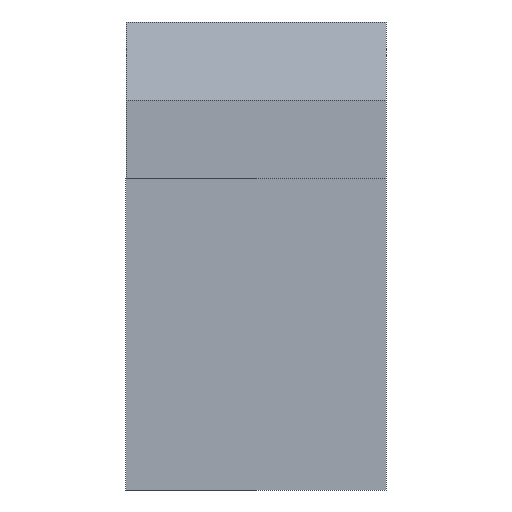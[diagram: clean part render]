
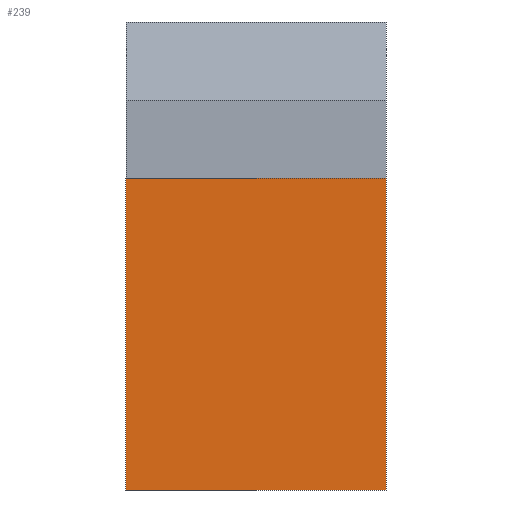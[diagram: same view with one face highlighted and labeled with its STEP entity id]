
A CAD part, left-side view. The second image highlights one B-rep face of the part: STEP entity #239.
In plain terms, the highlighted planar face has unit normal (-1, 0, 0).
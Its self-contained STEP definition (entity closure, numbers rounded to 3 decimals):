
#75=CARTESIAN_POINT('POINT11',(-2.972,2.286,-4.115));
#76=VERTEX_POINT('VERTEX11',#75);
#83=CARTESIAN_POINT('POINT12',(-2.972,2.286,-1.372));
#84=VERTEX_POINT('VERTEX12',#83);
#85=CARTESIAN_POINT('POS11',(-2.972,2.286,-1.372));
#86=DIRECTION('DIR11',(0.,0.,-1.));
#87=VECTOR('VEC11',#86,0.229);
#88=LINE('STRAIGHT11',#85,#87);
#89=EDGE_CURVE('EDGE11',#84,#76,#88,.T.);
#192=CARTESIAN_POINT('POINT20',(-2.972,0.,-4.115));
#193=VERTEX_POINT('VERTEX20',#192);
#194=CARTESIAN_POINT('POS25',(-2.972,0.,-4.115));
#195=DIRECTION('DIR28',(0.,1.,0.));
#196=VECTOR('VEC22',#195,0.229);
#197=LINE('STRAIGHT22',#194,#196);
#198=EDGE_CURVE('EDGE22',#193,#76,#197,.T.);
#216=CARTESIAN_POINT('POINT21',(-2.972,0.,-1.372));
#217=VERTEX_POINT('VERTEX21',#216);
#218=CARTESIAN_POINT('POS28',(-2.972,0.,-1.372));
#219=DIRECTION('DIR32',(0.,1.,0.));
#220=VECTOR('VEC24',#219,0.229);
#221=LINE('STRAIGHT24',#218,#220);
#222=EDGE_CURVE('EDGE24',#217,#84,#221,.T.);
#223=ORIENTED_EDGE('COEDGE29',*,*,#222,.T.);
#224=ORIENTED_EDGE('COEDGE30',*,*,#89,.T.);
#225=ORIENTED_EDGE('COEDGE31',*,*,#198,.F.);
#226=CARTESIAN_POINT('POS29',(-2.972,0.,-1.372));
#227=DIRECTION('DIR33',(0.,0.,-1.));
#228=VECTOR('VEC25',#227,0.229);
#229=LINE('STRAIGHT25',#226,#228);
#230=EDGE_CURVE('EDGE25',#217,#193,#229,.T.);
#231=ORIENTED_EDGE('COEDGE32',*,*,#230,.F.);
#232=EDGE_LOOP('NONE',(#223,#224,#225,#231));
#233=FACE_BOUND('LOOP1',#232,.T.);
#234=CARTESIAN_POINT('POS30',(-2.972,0.,-1.372));
#235=DIRECTION('DIR34',(1.,0.,0.));
#236=DIRECTION('DIR35',(0.,1.,0.));
#237=AXIS2_PLACEMENT_3D('AXIS5',#234,#235,#236);
#238=PLANE('PLANE5',#237);
#239=ADVANCED_FACE('FACE5',(#233),#238,.F.);
